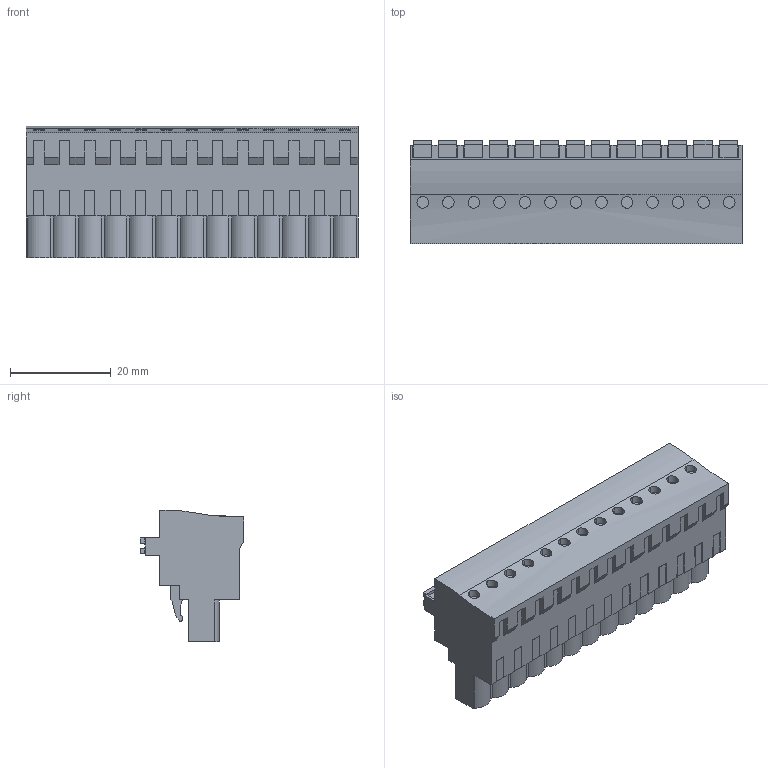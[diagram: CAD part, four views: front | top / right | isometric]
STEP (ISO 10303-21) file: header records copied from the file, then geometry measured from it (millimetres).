
FILE_DESCRIPTION(('CATIA V5 STEP Exchange','CAx-IF Rec.Pracs.--- Model Styling and Organization---1.2---2011-12-15'),'2;1');
FILE_NAME ('D1446267_0_1001640000_1001640000.stp','2017-09-08T11:50:24+00:00',('none'),('Weidmueller'),'CATIA Version 5-6 Release 2014','CATIA V5 STEP AP214','none');
FILE_SCHEMA(('AUTOMOTIVE_DESIGN { 1 0 10303 214 1 1 1 1 }'));
Length unit declared in the file: millimetre
Products named in the file (1): 1001640000
Bounding box: 66.04 x 20.64 x 26.24 mm (x, y, z)
Volume: 20140 mm3; surface area: 8659.1 mm2
Topology: 14 solids, 14 shells, 853 faces, 2460 edges, 1687 vertices
Faces by surface type: plane 689, cylinder 156, extrusion 8
Entity records: 26008 total; most frequent: CARTESIAN_POINT 5085, ORIENTED_EDGE 4920, DIRECTION 3321, EDGE_CURVE 2460, VECTOR 2085, LINE 2077, VERTEX_POINT 1687, EDGE_LOOP 905
